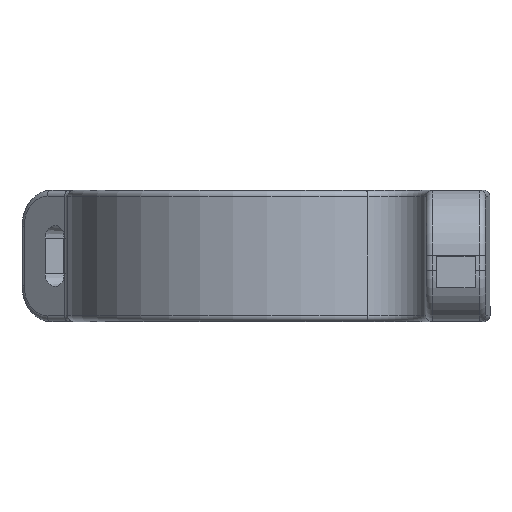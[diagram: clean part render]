
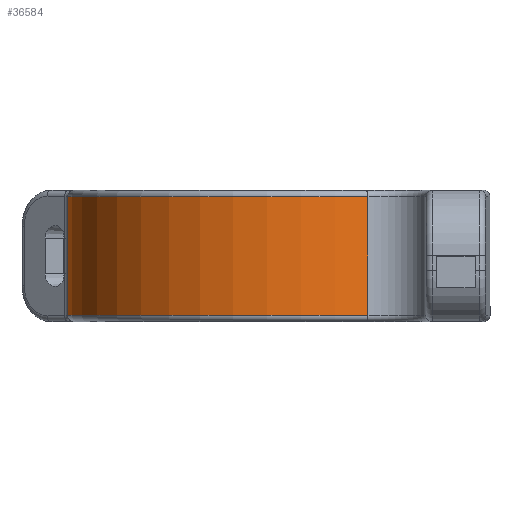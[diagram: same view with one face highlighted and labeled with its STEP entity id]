
A CAD part, left-side view. The second image highlights one B-rep face of the part: STEP entity #36584.
In plain terms, the highlighted cylindrical face has radius 20.7 mm (diameter 41.4 mm), a partial arc.
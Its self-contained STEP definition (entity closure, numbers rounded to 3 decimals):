
#524=CARTESIAN_POINT('',(0.,-0.2,-5.8));
#525=DIRECTION('',(0.,0.,-1.));
#526=DIRECTION('',(-0.91,-0.415,0.));
#527=AXIS2_PLACEMENT_3D('',#524,#525,#526);
#10036=CARTESIAN_POINT('',(0.,-0.2,5.8));
#10037=DIRECTION('',(0.,0.,1.));
#10038=DIRECTION('',(0.119,0.993,0.));
#10039=AXIS2_PLACEMENT_3D('',#10036,#10037,#10038);
#10103=DIRECTION('',(0.,0.,1.));
#10104=VECTOR('',#10103,11.6);
#10105=CARTESIAN_POINT('',(-18.833,-8.79,-5.8));
#10106=LINE('',#10105,#10104);
#10107=DIRECTION('',(0.,0.,1.));
#10108=VECTOR('',#10107,11.6);
#10109=CARTESIAN_POINT('',(2.473,20.352,-5.8));
#10110=LINE('',#10109,#10108);
#19962=CARTESIAN_POINT('',(-18.833,-8.79,-5.8));
#19963=CARTESIAN_POINT('',(-18.833,-8.79,5.8));
#19964=VERTEX_POINT('',#19962);
#19965=VERTEX_POINT('',#19963);
#20036=CARTESIAN_POINT('',(2.473,20.352,-5.8));
#20037=VERTEX_POINT('',#20036);
#20056=CARTESIAN_POINT('',(2.473,20.352,5.8));
#20057=VERTEX_POINT('',#20056);
#36572=CARTESIAN_POINT('',(0.,-0.2,-6.4));
#36573=DIRECTION('',(0.,0.,1.));
#36574=DIRECTION('',(1.,0.,0.));
#36575=AXIS2_PLACEMENT_3D('',#36572,#36573,#36574);
#36576=CYLINDRICAL_SURFACE('',#36575,20.7);
#36577=ORIENTED_EDGE('',*,*,#36564,.F.);
#36578=ORIENTED_EDGE('',*,*,#25090,.T.);
#36580=ORIENTED_EDGE('',*,*,#36579,.T.);
#36581=ORIENTED_EDGE('',*,*,#36491,.T.);
#36582=EDGE_LOOP('',(#36577,#36578,#36580,#36581));
#36583=FACE_OUTER_BOUND('',#36582,.F.);
#36584=ADVANCED_FACE('',(#36583),#36576,.T.);
#528=CIRCLE('',#527,20.7);
#10040=CIRCLE('',#10039,20.7);
#25090=EDGE_CURVE('',#19964,#20037,#528,.T.);
#36491=EDGE_CURVE('',#20057,#19965,#10040,.T.);
#36564=EDGE_CURVE('',#19964,#19965,#10106,.T.);
#36579=EDGE_CURVE('',#20037,#20057,#10110,.T.);
